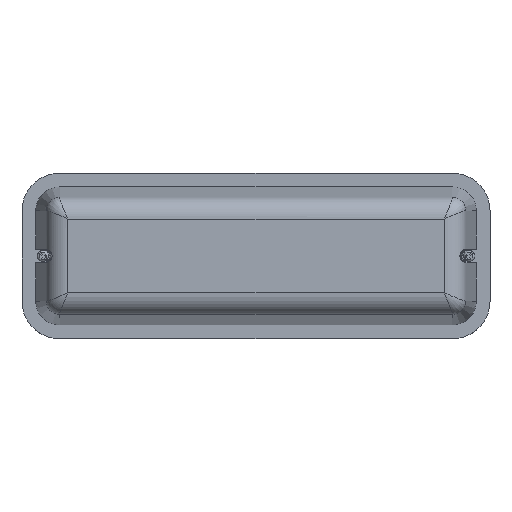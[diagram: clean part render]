
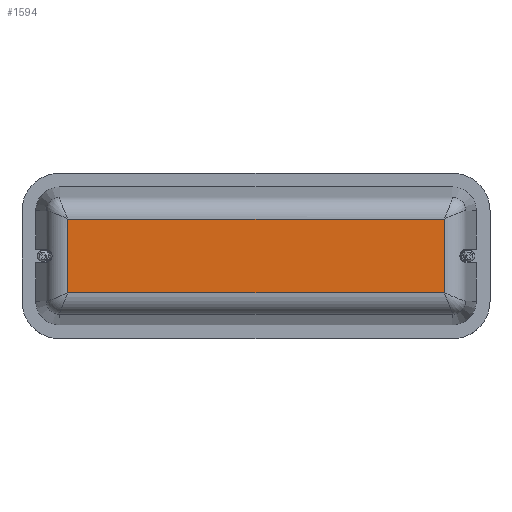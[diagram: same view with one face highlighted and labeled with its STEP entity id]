
A CAD part, top view. The second image highlights one B-rep face of the part: STEP entity #1594.
In plain terms, the highlighted planar face has unit normal (0, 0, 1).
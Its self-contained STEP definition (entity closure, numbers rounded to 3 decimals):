
#187 = ORIENTED_EDGE ( 'NONE', *, *, #7933, .T. ) ;
#388 = PLANE ( 'NONE',  #2589 ) ;
#547 = VERTEX_POINT ( 'NONE', #1038 ) ;
#775 = VECTOR ( 'NONE', #8315, 1000. ) ;
#1038 = CARTESIAN_POINT ( 'NONE',  ( -85.193, 16.693, 37.5 ) ) ;
#1146 = CARTESIAN_POINT ( 'NONE',  ( -85.193, -20.5, 37.5 ) ) ;
#1577 = CARTESIAN_POINT ( 'NONE',  ( -85.193, -16.693, 37.5 ) ) ;
#1594 = ADVANCED_FACE ( 'NONE', ( #3974 ), #388, .T. ) ;
#1699 = EDGE_CURVE ( 'NONE', #547, #5345, #2191, .T. ) ;
#1723 = VECTOR ( 'NONE', #4539, 1000. ) ;
#2191 = LINE ( 'NONE', #1146, #1723 ) ;
#2589 = AXIS2_PLACEMENT_3D ( 'NONE', #7912, #4479, #8600 ) ;
#3354 = CARTESIAN_POINT ( 'NONE',  ( 85.193, 20.5, 37.5 ) ) ;
#3858 = CARTESIAN_POINT ( 'NONE',  ( 85.193, 16.693, 37.5 ) ) ;
#3974 = FACE_OUTER_BOUND ( 'NONE', #5027, .T. ) ;
#4479 = DIRECTION ( 'NONE',  ( 0., 0., 1. ) ) ;
#4539 = DIRECTION ( 'NONE',  ( 0., -1., 0. ) ) ;
#4594 = EDGE_CURVE ( 'NONE', #8404, #547, #4617, .T. ) ;
#4617 = LINE ( 'NONE', #4922, #6141 ) ;
#4922 = CARTESIAN_POINT ( 'NONE',  ( 106., 16.693, 37.5 ) ) ;
#5027 = EDGE_LOOP ( 'NONE', ( #187, #5826, #5822, #8360 ) ) ;
#5345 = VERTEX_POINT ( 'NONE', #1577 ) ;
#5779 = VECTOR ( 'NONE', #7457, 1000. ) ;
#5822 = ORIENTED_EDGE ( 'NONE', *, *, #1699, .T. ) ;
#5826 = ORIENTED_EDGE ( 'NONE', *, *, #4594, .T. ) ;
#6141 = VECTOR ( 'NONE', #6952, 1000. ) ;
#6603 = EDGE_CURVE ( 'NONE', #5345, #8055, #7640, .T. ) ;
#6952 = DIRECTION ( 'NONE',  ( -1., 0., 0. ) ) ;
#7457 = DIRECTION ( 'NONE',  ( 0., 1., 0. ) ) ;
#7640 = LINE ( 'NONE', #8118, #775 ) ;
#7912 = CARTESIAN_POINT ( 'NONE',  ( 106., 0., 37.5 ) ) ;
#7933 = EDGE_CURVE ( 'NONE', #8055, #8404, #8279, .T. ) ;
#8055 = VERTEX_POINT ( 'NONE', #8771 ) ;
#8118 = CARTESIAN_POINT ( 'NONE',  ( 106., -16.693, 37.5 ) ) ;
#8279 = LINE ( 'NONE', #3354, #5779 ) ;
#8315 = DIRECTION ( 'NONE',  ( 1., 0., 0. ) ) ;
#8360 = ORIENTED_EDGE ( 'NONE', *, *, #6603, .T. ) ;
#8404 = VERTEX_POINT ( 'NONE', #3858 ) ;
#8600 = DIRECTION ( 'NONE',  ( 1., 0., 0. ) ) ;
#8771 = CARTESIAN_POINT ( 'NONE',  ( 85.193, -16.693, 37.5 ) ) ;
